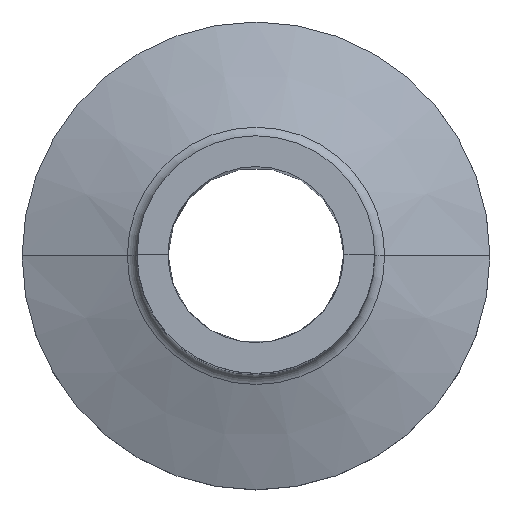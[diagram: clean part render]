
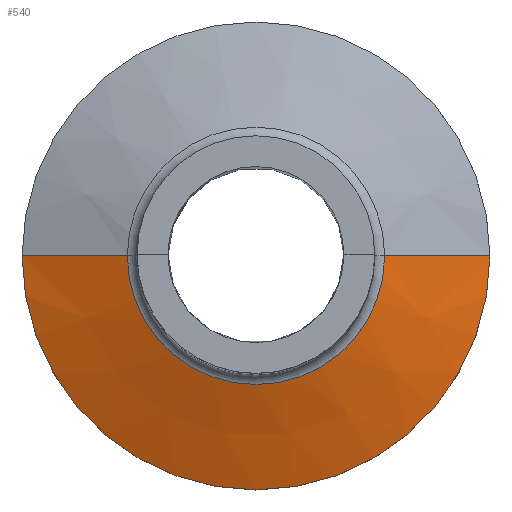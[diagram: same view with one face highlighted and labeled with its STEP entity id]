
A CAD part, top view. The second image highlights one B-rep face of the part: STEP entity #540.
In plain terms, the highlighted conical face has half-angle 70.006 degrees and reference radius 12.5 mm.
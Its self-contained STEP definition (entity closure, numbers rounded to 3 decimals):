
#24 = CARTESIAN_POINT ( 'NONE',  ( 0.004, 0., -8.784 ) ) ;
#29 = DIRECTION ( 'NONE',  ( 0., 0., 1. ) ) ;
#35 = CARTESIAN_POINT ( 'NONE',  ( -12.496, 0., -8.785 ) ) ;
#42 = CIRCLE ( 'NONE', #386, 6.874 ) ;
#72 = ORIENTED_EDGE ( 'NONE', *, *, #633, .F. ) ;
#122 = EDGE_CURVE ( 'NONE', #210, #404, #569, .T. ) ;
#123 = ORIENTED_EDGE ( 'NONE', *, *, #298, .F. ) ;
#139 = DIRECTION ( 'NONE',  ( 0., 0., -1. ) ) ;
#148 = DIRECTION ( 'NONE',  ( 0., 0., 1. ) ) ;
#163 = CARTESIAN_POINT ( 'NONE',  ( 6.878, 0., -6.736 ) ) ;
#180 = ORIENTED_EDGE ( 'NONE', *, *, #757, .T. ) ;
#181 = CONICAL_SURFACE ( 'NONE', #641, 12.5, 1.222 ) ;
#186 = VECTOR ( 'NONE', #402, 1000. ) ;
#195 = AXIS2_PLACEMENT_3D ( 'NONE', #24, #148, #601 ) ;
#210 = VERTEX_POINT ( 'NONE', #35 ) ;
#252 = DIRECTION ( 'NONE',  ( -1., 0., 0. ) ) ;
#281 = DIRECTION ( 'NONE',  ( 1., 0., 0. ) ) ;
#297 = CARTESIAN_POINT ( 'NONE',  ( -12.496, 0., -8.785 ) ) ;
#298 = EDGE_CURVE ( 'NONE', #395, #404, #492, .T. ) ;
#328 = FACE_OUTER_BOUND ( 'NONE', #544, .T. ) ;
#386 = AXIS2_PLACEMENT_3D ( 'NONE', #665, #29, #281 ) ;
#395 = VERTEX_POINT ( 'NONE', #163 ) ;
#400 = DIRECTION ( 'NONE',  ( -0.94, 0., -0.342 ) ) ;
#402 = DIRECTION ( 'NONE',  ( 0.94, 0., -0.342 ) ) ;
#404 = VERTEX_POINT ( 'NONE', #730 ) ;
#492 = LINE ( 'NONE', #671, #186 ) ;
#503 = VECTOR ( 'NONE', #400, 1000. ) ;
#505 = VERTEX_POINT ( 'NONE', #622 ) ;
#540 = ADVANCED_FACE ( 'NONE', ( #328 ), #181, .T. ) ;
#544 = EDGE_LOOP ( 'NONE', ( #123, #72, #180, #699 ) ) ;
#569 = CIRCLE ( 'NONE', #195, 12.5 ) ;
#586 = CARTESIAN_POINT ( 'NONE',  ( 0.004, 0., -8.784 ) ) ;
#601 = DIRECTION ( 'NONE',  ( 1., 0., 0. ) ) ;
#622 = CARTESIAN_POINT ( 'NONE',  ( -6.87, 0., -6.738 ) ) ;
#633 = EDGE_CURVE ( 'NONE', #505, #395, #42, .T. ) ;
#641 = AXIS2_PLACEMENT_3D ( 'NONE', #586, #139, #252 ) ;
#665 = CARTESIAN_POINT ( 'NONE',  ( 0.004, 0., -6.737 ) ) ;
#671 = CARTESIAN_POINT ( 'NONE',  ( 12.504, 0., -8.783 ) ) ;
#699 = ORIENTED_EDGE ( 'NONE', *, *, #122, .T. ) ;
#730 = CARTESIAN_POINT ( 'NONE',  ( 12.504, 0., -8.783 ) ) ;
#745 = LINE ( 'NONE', #297, #503 ) ;
#757 = EDGE_CURVE ( 'NONE', #505, #210, #745, .T. ) ;
